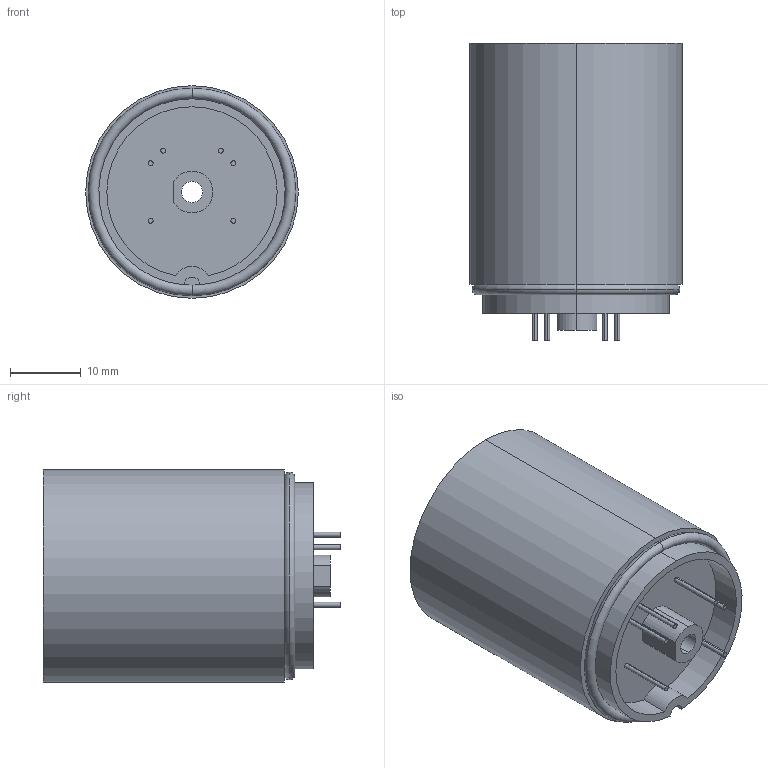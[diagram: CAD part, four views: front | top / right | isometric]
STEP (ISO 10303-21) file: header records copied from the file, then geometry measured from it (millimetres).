
FILE_DESCRIPTION (( 'STEP AP214' ), '1' );
FILE_NAME ('B72100182-2F1.step', '2016-10-25T14:42:46', ( '' ), ( '' ), 'SwSTEP 2.0', 'SolidWorks 2016', '' );
FILE_SCHEMA (( 'AUTOMOTIVE_DESIGN' ));
Length unit declared in the file: millimetre
Products named in the file (1): B72100182-2F1
Bounding box: 30 x 42 x 30 mm (x, y, z)
Volume: 22787.2 mm3; surface area: 6668.5 mm2
Topology: 10 solids, 10 shells, 64 faces, 125 edges, 82 vertices
Faces by surface type: cylinder 35, plane 25, torus 4
Entity records: 1817 total; most frequent: DIRECTION 333, CARTESIAN_POINT 272, ORIENTED_EDGE 250, AXIS2_PLACEMENT_3D 143, EDGE_CURVE 125, VERTEX_POINT 82, CIRCLE 78, EDGE_LOOP 73
